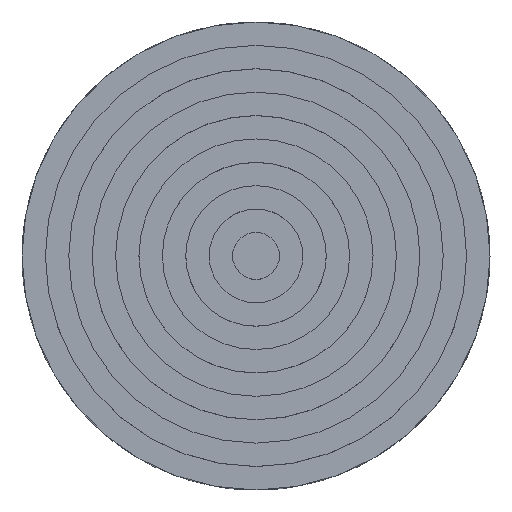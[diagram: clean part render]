
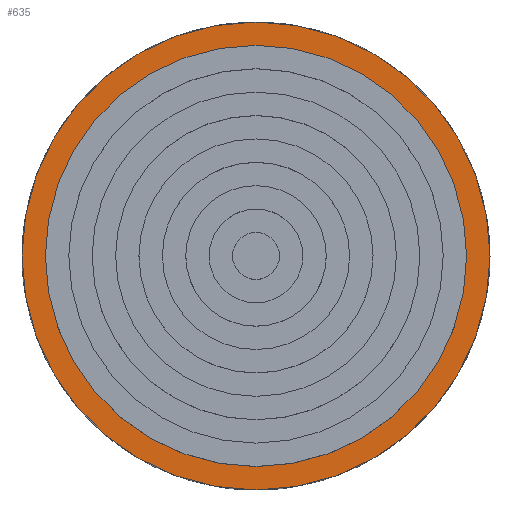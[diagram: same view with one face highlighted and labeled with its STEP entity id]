
A CAD part, top view. The second image highlights one B-rep face of the part: STEP entity #635.
In plain terms, the highlighted planar face has unit normal (0, 0, 1).
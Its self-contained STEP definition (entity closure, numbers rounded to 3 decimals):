
#47 = DIRECTION ( 'NONE',  ( 1., 0., 0. ) ) ;
#95 = CARTESIAN_POINT ( 'NONE',  ( 0., 0., 30. ) ) ;
#117 = DIRECTION ( 'NONE',  ( 0., 0., 1. ) ) ;
#328 = DIRECTION ( 'NONE',  ( 0., 0., 1. ) ) ;
#366 = DIRECTION ( 'NONE',  ( 0., 0., 1. ) ) ;
#517 = EDGE_CURVE ( 'NONE', #3398, #2806, #1415, .T. ) ;
#635 = ADVANCED_FACE ( 'NONE', ( #2910, #2835 ), #3762, .T. ) ;
#746 = DIRECTION ( 'NONE',  ( 0., 0., 1. ) ) ;
#1222 = EDGE_CURVE ( 'NONE', #2806, #3398, #2800, .T. ) ;
#1373 = DIRECTION ( 'NONE',  ( 1., 0., 0. ) ) ;
#1415 = CIRCLE ( 'NONE', #3693, 135. ) ;
#1436 = CARTESIAN_POINT ( 'NONE',  ( 150., 0., 30. ) ) ;
#1633 = EDGE_LOOP ( 'NONE', ( #3225, #1985 ) ) ;
#1662 = CARTESIAN_POINT ( 'NONE',  ( 0., 0., 30. ) ) ;
#1681 = DIRECTION ( 'NONE',  ( 1., 0., 0. ) ) ;
#1712 = CARTESIAN_POINT ( 'NONE',  ( -135., 0., 30. ) ) ;
#1807 = VERTEX_POINT ( 'NONE', #1436 ) ;
#1874 = AXIS2_PLACEMENT_3D ( 'NONE', #2923, #366, #47 ) ;
#1903 = CARTESIAN_POINT ( 'NONE',  ( 0., 0., 30. ) ) ;
#1920 = DIRECTION ( 'NONE',  ( 1., 0., 0. ) ) ;
#1922 = CARTESIAN_POINT ( 'NONE',  ( 0., 0., 30. ) ) ;
#1979 = DIRECTION ( 'NONE',  ( 0., 0., 1. ) ) ;
#1985 = ORIENTED_EDGE ( 'NONE', *, *, #1222, .F. ) ;
#2013 = VERTEX_POINT ( 'NONE', #3443 ) ;
#2243 = CARTESIAN_POINT ( 'NONE',  ( 135., 0., 30. ) ) ;
#2258 = AXIS2_PLACEMENT_3D ( 'NONE', #1662, #117, #1681 ) ;
#2355 = ORIENTED_EDGE ( 'NONE', *, *, #2788, .T. ) ;
#2681 = AXIS2_PLACEMENT_3D ( 'NONE', #1922, #746, #1373 ) ;
#2742 = DIRECTION ( 'NONE',  ( 1., 0., 0. ) ) ;
#2752 = AXIS2_PLACEMENT_3D ( 'NONE', #95, #1979, #1920 ) ;
#2779 = CIRCLE ( 'NONE', #1874, 150. ) ;
#2788 = EDGE_CURVE ( 'NONE', #2013, #1807, #2779, .T. ) ;
#2800 = CIRCLE ( 'NONE', #2681, 135. ) ;
#2806 = VERTEX_POINT ( 'NONE', #2243 ) ;
#2835 = FACE_OUTER_BOUND ( 'NONE', #3902, .T. ) ;
#2910 = FACE_BOUND ( 'NONE', #1633, .T. ) ;
#2923 = CARTESIAN_POINT ( 'NONE',  ( 0., 0., 30. ) ) ;
#3009 = EDGE_CURVE ( 'NONE', #1807, #2013, #3666, .T. ) ;
#3225 = ORIENTED_EDGE ( 'NONE', *, *, #517, .F. ) ;
#3398 = VERTEX_POINT ( 'NONE', #1712 ) ;
#3443 = CARTESIAN_POINT ( 'NONE',  ( -150., 0., 30. ) ) ;
#3546 = ORIENTED_EDGE ( 'NONE', *, *, #3009, .T. ) ;
#3666 = CIRCLE ( 'NONE', #2752, 150. ) ;
#3693 = AXIS2_PLACEMENT_3D ( 'NONE', #1903, #328, #2742 ) ;
#3762 = PLANE ( 'NONE',  #2258 ) ;
#3902 = EDGE_LOOP ( 'NONE', ( #2355, #3546 ) ) ;
